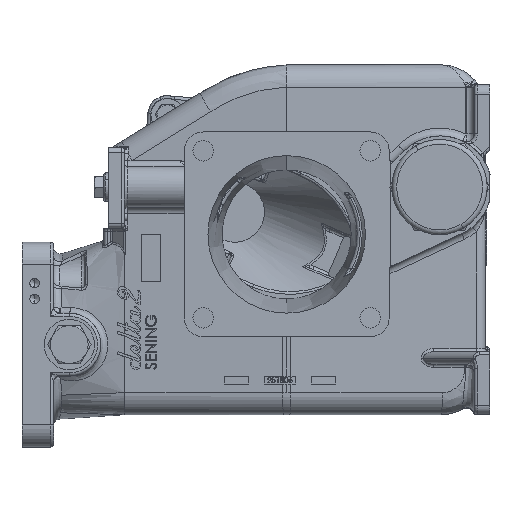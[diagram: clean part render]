
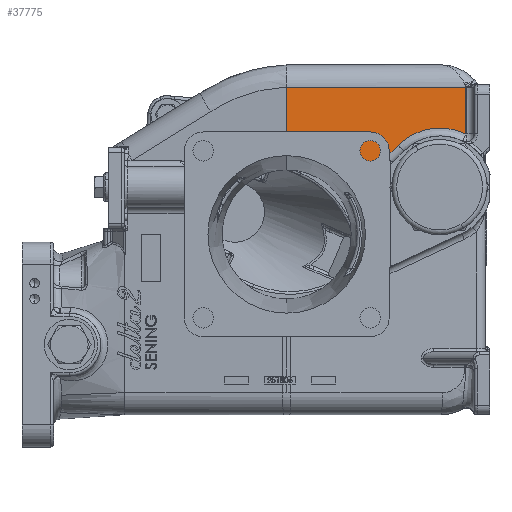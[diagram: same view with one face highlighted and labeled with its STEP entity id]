
A CAD part, left-side view. The second image highlights one B-rep face of the part: STEP entity #37775.
In plain terms, the highlighted planar face has unit normal (-0.999, -0.052, 0).
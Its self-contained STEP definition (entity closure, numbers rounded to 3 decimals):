
#3614 = CARTESIAN_POINT ( 'NONE',  ( -125.096, -49.634, 37.5 ) ) ;
#3622 = CARTESIAN_POINT ( 'NONE',  ( -127.697, 0., 93.5 ) ) ;
#6356 = CARTESIAN_POINT ( 'NONE',  ( -127.697, 0., 93.5 ) ) ;
#6359 = DIRECTION ( 'NONE',  ( -0.052, 0.999, 0. ) ) ;
#6369 = CARTESIAN_POINT ( 'NONE',  ( -125.096, -49.634, 37.5 ) ) ;
#6379 = CARTESIAN_POINT ( 'NONE',  ( -125.026, -50.978, 37.5 ) ) ;
#6381 = CARTESIAN_POINT ( 'NONE',  ( -124.961, -52.22, 38.014 ) ) ;
#6383 = CARTESIAN_POINT ( 'NONE',  ( -124.911, -53.17, 38.964 ) ) ;
#6395 = CARTESIAN_POINT ( 'NONE',  ( -123.984, -70.858, 56.652 ) ) ;
#6397 = DIRECTION ( 'NONE',  ( 0.037, -0.707, 0.707 ) ) ;
#6411 = CARTESIAN_POINT ( 'NONE',  ( -123.991, -70.722, 56.517 ) ) ;
#6421 = CARTESIAN_POINT ( 'NONE',  ( -123.376, -82.459, 68.254 ) ) ;
#6423 = CARTESIAN_POINT ( 'NONE',  ( -122.518, -98.833, 70.978 ) ) ;
#6424 = CARTESIAN_POINT ( 'NONE',  ( -121.737, -113.738, 63.675 ) ) ;
#6431 = CARTESIAN_POINT ( 'NONE',  ( -125.082, -49.896, 37.5 ) ) ;
#6433 = DIRECTION ( 'NONE',  ( 0.052, -0.999, 0. ) ) ;
#7338 = DIRECTION ( 'NONE',  ( -0.052, 0.999, 0. ) ) ;
#7343 = DIRECTION ( 'NONE',  ( 0.999, 0.052, 0. ) ) ;
#7364 = PLANE ( 'NONE',  #14542 ) ;
#7494 = CARTESIAN_POINT ( 'NONE',  ( -127.697, 0., 107.5 ) ) ;
#14542 = AXIS2_PLACEMENT_3D ( 'NONE', #7494, #7343, #7338 ) ;
#15716 = FACE_OUTER_BOUND ( 'NONE', #80111, .T. ) ;
#16533 = EDGE_CURVE ( 'NONE', #46313, #45702, #62281, .T. ) ;
#30078 =( BOUNDED_CURVE ( )  B_SPLINE_CURVE ( 3, ( #6411, #6421, #6423, #6424 ),
 .UNSPECIFIED., .F., .T. ) 
 B_SPLINE_CURVE_WITH_KNOTS ( ( 4, 4 ),
 ( 0.785, 2.026 ),
 .UNSPECIFIED. ) 
 CURVE ( )  GEOMETRIC_REPRESENTATION_ITEM ( )  RATIONAL_B_SPLINE_CURVE ( ( 1., 0.876, 0.876, 1. ) ) 
 REPRESENTATION_ITEM ( '' )  );
#30817 =( BOUNDED_CURVE ( )  B_SPLINE_CURVE ( 3, ( #41701, #41698, #41724, #41725 ),
 .UNSPECIFIED., .F., .T. ) 
 B_SPLINE_CURVE_WITH_KNOTS ( ( 4, 4 ),
 ( 1.582, 2.431 ),
 .UNSPECIFIED. ) 
 CURVE ( )  GEOMETRIC_REPRESENTATION_ITEM ( )  RATIONAL_B_SPLINE_CURVE ( ( 1., 0.941, 0.941, 1. ) ) 
 REPRESENTATION_ITEM ( '' )  );
#30869 =( BOUNDED_CURVE ( )  B_SPLINE_CURVE ( 3, ( #6369, #6379, #6381, #6383 ),
 .UNSPECIFIED., .F., .T. ) 
 B_SPLINE_CURVE_WITH_KNOTS ( ( 4, 4 ),
 ( 1.571, 2.356 ),
 .UNSPECIFIED. ) 
 CURVE ( )  GEOMETRIC_REPRESENTATION_ITEM ( )  RATIONAL_B_SPLINE_CURVE ( ( 1., 0.949, 0.949, 1. ) ) 
 REPRESENTATION_ITEM ( '' )  );
#37775 = ADVANCED_FACE ( 'NONE', ( #15716 ), #7364, .F. ) ;
#38917 = CARTESIAN_POINT ( 'NONE',  ( -121.737, -113.738, 93.5 ) ) ;
#39437 = CARTESIAN_POINT ( 'NONE',  ( -121.737, -113.738, 63.675 ) ) ;
#39645 = CARTESIAN_POINT ( 'NONE',  ( -124.911, -53.17, 38.964 ) ) ;
#39657 = CARTESIAN_POINT ( 'NONE',  ( -123.991, -70.722, 56.517 ) ) ;
#39665 = CARTESIAN_POINT ( 'NONE',  ( -125.446, -42.957, 37.5 ) ) ;
#39828 = CARTESIAN_POINT ( 'NONE',  ( -127.697, 0., 57.513 ) ) ;
#41545 = CARTESIAN_POINT ( 'NONE',  ( -127.697, 0., 107.5 ) ) ;
#41546 = DIRECTION ( 'NONE',  ( 0., 0., -1. ) ) ;
#41698 = CARTESIAN_POINT ( 'NONE',  ( -126.817, -16.79, 57.322 ) ) ;
#41701 = CARTESIAN_POINT ( 'NONE',  ( -127.697, 0., 57.513 ) ) ;
#41724 = CARTESIAN_POINT ( 'NONE',  ( -126.02, -32.01, 50.231 ) ) ;
#41725 = CARTESIAN_POINT ( 'NONE',  ( -125.446, -42.957, 37.5 ) ) ;
#45702 = VERTEX_POINT ( 'NONE', #38917 ) ;
#46313 = VERTEX_POINT ( 'NONE', #39437 ) ;
#46797 = VERTEX_POINT ( 'NONE', #39645 ) ;
#46825 = VERTEX_POINT ( 'NONE', #39657 ) ;
#46841 = VERTEX_POINT ( 'NONE', #39665 ) ;
#47087 = VERTEX_POINT ( 'NONE', #39828 ) ;
#47131 = VERTEX_POINT ( 'NONE', #3614 ) ;
#47138 = VERTEX_POINT ( 'NONE', #3622 ) ;
#62281 = LINE ( 'NONE', #67746, #62283 ) ;
#62283 = VECTOR ( 'NONE', #67741, 1000. ) ;
#67741 = DIRECTION ( 'NONE',  ( 0., 0., 1. ) ) ;
#67746 = CARTESIAN_POINT ( 'NONE',  ( -121.737, -113.738, 107.5 ) ) ;
#72793 = EDGE_CURVE ( 'NONE', #47138, #47087, #87622, .T. ) ;
#72849 = EDGE_CURVE ( 'NONE', #47087, #46841, #30817, .T. ) ;
#72991 = EDGE_CURVE ( 'NONE', #45702, #47138, #96133, .T. ) ;
#72994 = EDGE_CURVE ( 'NONE', #47131, #46797, #30869, .T. ) ;
#72996 = EDGE_CURVE ( 'NONE', #46797, #46825, #96646, .T. ) ;
#72999 = EDGE_CURVE ( 'NONE', #46825, #46313, #30078, .T. ) ;
#73000 = EDGE_CURVE ( 'NONE', #46841, #47131, #96624, .T. ) ;
#80111 = EDGE_LOOP ( 'NONE', ( #80431, #80432, #80424, #80419, #80416, #80417, #80414, #80415 ) ) ;
#80414 = ORIENTED_EDGE ( 'NONE', *, *, #72994, .T. ) ;
#80415 = ORIENTED_EDGE ( 'NONE', *, *, #72996, .T. ) ;
#80416 = ORIENTED_EDGE ( 'NONE', *, *, #72849, .T. ) ;
#80417 = ORIENTED_EDGE ( 'NONE', *, *, #73000, .T. ) ;
#80419 = ORIENTED_EDGE ( 'NONE', *, *, #72793, .T. ) ;
#80424 = ORIENTED_EDGE ( 'NONE', *, *, #72991, .T. ) ;
#80431 = ORIENTED_EDGE ( 'NONE', *, *, #72999, .T. ) ;
#80432 = ORIENTED_EDGE ( 'NONE', *, *, #16533, .T. ) ;
#87622 = LINE ( 'NONE', #41545, #87664 ) ;
#87664 = VECTOR ( 'NONE', #41546, 1000. ) ;
#96133 = LINE ( 'NONE', #6356, #96691 ) ;
#96608 = VECTOR ( 'NONE', #6433, 1000. ) ;
#96624 = LINE ( 'NONE', #6431, #96608 ) ;
#96644 = VECTOR ( 'NONE', #6397, 1000. ) ;
#96646 = LINE ( 'NONE', #6395, #96644 ) ;
#96691 = VECTOR ( 'NONE', #6359, 1000. ) ;
